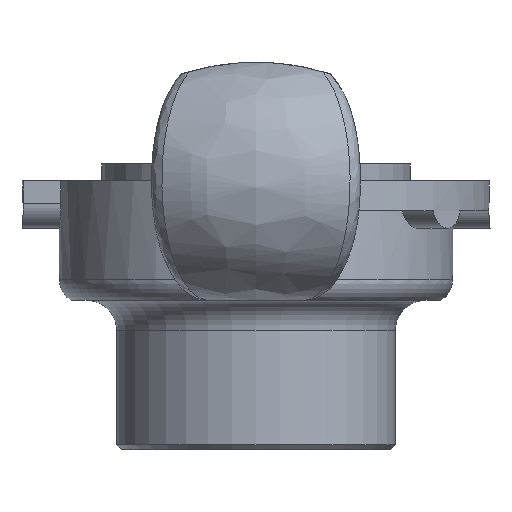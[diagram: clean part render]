
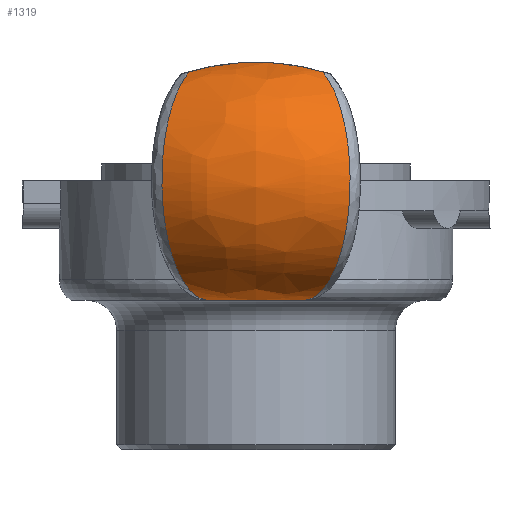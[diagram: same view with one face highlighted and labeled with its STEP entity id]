
A CAD part, left-side view. The second image highlights one B-rep face of the part: STEP entity #1319.
In plain terms, the highlighted free-form (B-spline) face has degree [2, 2] with [5, 3] control points.
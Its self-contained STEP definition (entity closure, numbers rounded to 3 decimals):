
#18=(
BOUNDED_SURFACE()
B_SPLINE_SURFACE(2,2,((#2780,#2781,#2782),(#2783,#2784,#2785),(#2786,#2787,
#2788),(#2789,#2790,#2791),(#2792,#2793,#2794)),.UNSPECIFIED.,.F.,.F.,.F.)
B_SPLINE_SURFACE_WITH_KNOTS((3,2,3),(3,3),(-1.445,0.052,
1.55),(-0.601,0.601),.UNSPECIFIED.)
GEOMETRIC_REPRESENTATION_ITEM()
RATIONAL_B_SPLINE_SURFACE(((1.,0.825,1.),(0.732,
0.604,0.732),(1.,0.825,1.),(0.732,
0.604,0.732),(1.,0.825,1.)))
REPRESENTATION_ITEM('')
SURFACE()
);
#64=B_SPLINE_CURVE_WITH_KNOTS('',3,(#2427,#2428,#2429,#2430,#2431,#2432),
 .UNSPECIFIED.,.F.,.F.,(4,2,4),(-2.393,-2.148,-1.93),
 .UNSPECIFIED.);
#74=B_SPLINE_CURVE_WITH_KNOTS('',3,(#2601,#2602,#2603,#2604,#2605,#2606,
#2607,#2608,#2609,#2610),.UNSPECIFIED.,.F.,.F.,(4,1,1,1,1,1,1,4),(-3.429,
-3.027,-2.625,-2.223,-1.821,
-1.419,-1.017,-0.811),.UNSPECIFIED.);
#77=B_SPLINE_CURVE_WITH_KNOTS('',3,(#2648,#2649,#2650,#2651),
 .UNSPECIFIED.,.F.,.F.,(4,4),(-1.928,-1.926),
 .UNSPECIFIED.);
#78=B_SPLINE_CURVE_WITH_KNOTS('',3,(#2653,#2654,#2655,#2656),
 .UNSPECIFIED.,.F.,.F.,(4,4),(-1.929,-1.928),
 .UNSPECIFIED.);
#83=B_SPLINE_CURVE_WITH_KNOTS('',3,(#2760,#2761,#2762,#2763,#2764,#2765,
#2766,#2767,#2768,#2769),.UNSPECIFIED.,.F.,.F.,(4,1,1,1,1,1,1,4),(-3.125,
-2.919,-2.517,-2.115,-1.713,
-1.11,-0.909,-0.507),.UNSPECIFIED.);
#85=B_SPLINE_CURVE_WITH_KNOTS('',3,(#2795,#2796,#2797,#2798,#2799,#2800,
#2801,#2802),.UNSPECIFIED.,.F.,.F.,(4,2,2,4),(-1.93,-1.877,
-1.593,-1.467),.UNSPECIFIED.);
#86=B_SPLINE_CURVE_WITH_KNOTS('',3,(#2803,#2804,#2805,#2806,#2807,#2808,
#2809,#2810,#2811,#2812,#2813,#2814),.UNSPECIFIED.,.F.,.F.,(4,2,2,2,2,4),
(-0.659,-0.559,-0.384,-0.209,
-0.094,-0.002),.UNSPECIFIED.);
#87=B_SPLINE_CURVE_WITH_KNOTS('',3,(#2815,#2816,#2817,#2818,#2819,#2820,
#2821,#2822,#2823,#2824,#2825,#2826),.UNSPECIFIED.,.F.,.F.,(4,2,2,2,2,4),
(0.002,0.094,0.209,0.384,
0.559,0.659),.UNSPECIFIED.);
#179=FACE_OUTER_BOUND('',#258,.T.);
#258=EDGE_LOOP('',(#998,#999,#1000,#1001,#1002,#1003,#1004,#1005));
#515=VERTEX_POINT('',#2065);
#547=VERTEX_POINT('',#2426);
#562=VERTEX_POINT('',#2600);
#567=VERTEX_POINT('',#2638);
#568=VERTEX_POINT('',#2647);
#569=VERTEX_POINT('',#2652);
#573=VERTEX_POINT('',#2744);
#574=VERTEX_POINT('',#2759);
#698=EDGE_CURVE('',#547,#515,#64,.T.);
#717=EDGE_CURVE('',#547,#562,#74,.T.);
#725=EDGE_CURVE('',#568,#567,#77,.T.);
#726=EDGE_CURVE('',#569,#568,#78,.T.);
#733=EDGE_CURVE('',#573,#574,#83,.T.);
#735=EDGE_CURVE('',#515,#574,#85,.T.);
#736=EDGE_CURVE('',#573,#569,#86,.T.);
#737=EDGE_CURVE('',#567,#562,#87,.T.);
#998=ORIENTED_EDGE('',*,*,#717,.F.);
#999=ORIENTED_EDGE('',*,*,#698,.T.);
#1000=ORIENTED_EDGE('',*,*,#735,.T.);
#1001=ORIENTED_EDGE('',*,*,#733,.F.);
#1002=ORIENTED_EDGE('',*,*,#736,.T.);
#1003=ORIENTED_EDGE('',*,*,#726,.T.);
#1004=ORIENTED_EDGE('',*,*,#725,.T.);
#1005=ORIENTED_EDGE('',*,*,#737,.T.);
#1319=ADVANCED_FACE('',(#179),#18,.F.);
#2065=CARTESIAN_POINT('',(-19.75,0.,-11.997));
#2426=CARTESIAN_POINT('',(-19.058,5.184,-11.943));
#2427=CARTESIAN_POINT('Ctrl Pts',(-19.058,5.184,-11.943));
#2428=CARTESIAN_POINT('Ctrl Pts',(-19.3,4.291,-11.973));
#2429=CARTESIAN_POINT('Ctrl Pts',(-19.48,3.382,-11.985));
#2430=CARTESIAN_POINT('Ctrl Pts',(-19.698,1.646,-11.996));
#2431=CARTESIAN_POINT('Ctrl Pts',(-19.75,0.824,-11.997));
#2432=CARTESIAN_POINT('Ctrl Pts',(-19.75,0.,-11.997));
#2600=CARTESIAN_POINT('',(-22.557,6.697,10.942));
#2601=CARTESIAN_POINT('Ctrl Pts',(-19.058,5.184,-11.943));
#2602=CARTESIAN_POINT('Ctrl Pts',(-20.521,5.831,-11.79));
#2603=CARTESIAN_POINT('Ctrl Pts',(-23.421,7.069,-10.847));
#2604=CARTESIAN_POINT('Ctrl Pts',(-26.932,8.537,-7.692));
#2605=CARTESIAN_POINT('Ctrl Pts',(-29.023,9.404,-3.288));
#2606=CARTESIAN_POINT('Ctrl Pts',(-29.331,9.532,1.665));
#2607=CARTESIAN_POINT('Ctrl Pts',(-27.809,8.901,6.333));
#2608=CARTESIAN_POINT('Ctrl Pts',(-25.217,7.822,9.383));
#2609=CARTESIAN_POINT('Ctrl Pts',(-23.251,6.992,10.604));
#2610=CARTESIAN_POINT('Ctrl Pts',(-22.557,6.697,10.94));
#2638=CARTESIAN_POINT('',(-21.,0.016,11.906));
#2647=CARTESIAN_POINT('',(-21.,0.,11.906));
#2648=CARTESIAN_POINT('Ctrl Pts',(-21.,0.,11.906));
#2649=CARTESIAN_POINT('Ctrl Pts',(-21.,0.005,11.906));
#2650=CARTESIAN_POINT('Ctrl Pts',(-21.,0.011,
11.906));
#2651=CARTESIAN_POINT('Ctrl Pts',(-21.,0.016,
11.906));
#2652=CARTESIAN_POINT('',(-21.,-0.016,11.906));
#2653=CARTESIAN_POINT('Ctrl Pts',(-21.,-0.016,
11.906));
#2654=CARTESIAN_POINT('Ctrl Pts',(-21.,-0.011,
11.906));
#2655=CARTESIAN_POINT('Ctrl Pts',(-21.,-0.005,11.906));
#2656=CARTESIAN_POINT('Ctrl Pts',(-21.,0.,11.906));
#2744=CARTESIAN_POINT('',(-22.557,-6.697,10.942));
#2759=CARTESIAN_POINT('',(-19.058,-5.184,-11.943));
#2760=CARTESIAN_POINT('Ctrl Pts',(-22.556,-6.697,10.94));
#2761=CARTESIAN_POINT('Ctrl Pts',(-23.251,-6.992,10.604));
#2762=CARTESIAN_POINT('Ctrl Pts',(-25.217,-7.822,9.383));
#2763=CARTESIAN_POINT('Ctrl Pts',(-27.811,-8.902,6.333));
#2764=CARTESIAN_POINT('Ctrl Pts',(-29.329,-9.531,1.665));
#2765=CARTESIAN_POINT('Ctrl Pts',(-28.982,-9.387,-4.112));
#2766=CARTESIAN_POINT('Ctrl Pts',(-26.421,-8.326,-8.373));
#2767=CARTESIAN_POINT('Ctrl Pts',(-22.692,-6.758,-11.08));
#2768=CARTESIAN_POINT('Ctrl Pts',(-20.521,-5.831,-11.79));
#2769=CARTESIAN_POINT('Ctrl Pts',(-19.058,-5.184,-11.943));
#2780=CARTESIAN_POINT('Ctrl Pts',(-19.334,-5.373,11.906));
#2781=CARTESIAN_POINT('Ctrl Pts',(-23.02,0.,11.906));
#2782=CARTESIAN_POINT('Ctrl Pts',(-19.334,5.373,11.906));
#2783=CARTESIAN_POINT('Ctrl Pts',(-28.46,-11.633,10.512));
#2784=CARTESIAN_POINT('Ctrl Pts',(-36.439,0.,10.512));
#2785=CARTESIAN_POINT('Ctrl Pts',(-28.46,11.633,10.512));
#2786=CARTESIAN_POINT('Ctrl Pts',(-27.98,-11.303,-0.627));
#2787=CARTESIAN_POINT('Ctrl Pts',(-35.733,0.,-0.627));
#2788=CARTESIAN_POINT('Ctrl Pts',(-27.98,11.303,-0.627));
#2789=CARTESIAN_POINT('Ctrl Pts',(-27.499,-10.974,-11.765));
#2790=CARTESIAN_POINT('Ctrl Pts',(-35.026,0.,-11.765));
#2791=CARTESIAN_POINT('Ctrl Pts',(-27.499,10.974,-11.765));
#2792=CARTESIAN_POINT('Ctrl Pts',(-18.303,-4.666,-11.997));
#2793=CARTESIAN_POINT('Ctrl Pts',(-21.504,0.,-11.997));
#2794=CARTESIAN_POINT('Ctrl Pts',(-18.303,4.666,-11.997));
#2795=CARTESIAN_POINT('Ctrl Pts',(-19.75,0.,-11.997));
#2796=CARTESIAN_POINT('Ctrl Pts',(-19.75,-0.201,-11.997));
#2797=CARTESIAN_POINT('Ctrl Pts',(-19.747,-0.402,
-11.997));
#2798=CARTESIAN_POINT('Ctrl Pts',(-19.708,-1.675,-11.996));
#2799=CARTESIAN_POINT('Ctrl Pts',(-19.588,-2.742,-11.994));
#2800=CARTESIAN_POINT('Ctrl Pts',(-19.291,-4.261,-11.969));
#2801=CARTESIAN_POINT('Ctrl Pts',(-19.182,-4.725,-11.959));
#2802=CARTESIAN_POINT('Ctrl Pts',(-19.058,-5.184,-11.943));
#2803=CARTESIAN_POINT('Ctrl Pts',(-22.557,-6.697,10.942));
#2804=CARTESIAN_POINT('Ctrl Pts',(-22.51,-6.363,11.038));
#2805=CARTESIAN_POINT('Ctrl Pts',(-22.453,-6.034,11.126));
#2806=CARTESIAN_POINT('Ctrl Pts',(-22.276,-5.158,11.342));
#2807=CARTESIAN_POINT('Ctrl Pts',(-22.123,-4.55,11.471));
#2808=CARTESIAN_POINT('Ctrl Pts',(-21.77,-3.337,11.678));
#2809=CARTESIAN_POINT('Ctrl Pts',(-21.571,-2.732,11.756));
#2810=CARTESIAN_POINT('Ctrl Pts',(-21.293,-1.81,11.841));
#2811=CARTESIAN_POINT('Ctrl Pts',(-21.17,-1.367,11.871));
#2812=CARTESIAN_POINT('Ctrl Pts',(-21.042,-0.69,
11.898));
#2813=CARTESIAN_POINT('Ctrl Pts',(-21.001,-0.325,
11.906));
#2814=CARTESIAN_POINT('Ctrl Pts',(-21.,-0.016,
11.906));
#2815=CARTESIAN_POINT('Ctrl Pts',(-21.,0.016,
11.906));
#2816=CARTESIAN_POINT('Ctrl Pts',(-21.001,0.325,11.906));
#2817=CARTESIAN_POINT('Ctrl Pts',(-21.042,0.69,11.898));
#2818=CARTESIAN_POINT('Ctrl Pts',(-21.17,1.367,11.871));
#2819=CARTESIAN_POINT('Ctrl Pts',(-21.293,1.81,11.841));
#2820=CARTESIAN_POINT('Ctrl Pts',(-21.571,2.732,11.756));
#2821=CARTESIAN_POINT('Ctrl Pts',(-21.77,3.337,11.678));
#2822=CARTESIAN_POINT('Ctrl Pts',(-22.123,4.55,11.471));
#2823=CARTESIAN_POINT('Ctrl Pts',(-22.276,5.158,11.342));
#2824=CARTESIAN_POINT('Ctrl Pts',(-22.453,6.034,11.126));
#2825=CARTESIAN_POINT('Ctrl Pts',(-22.51,6.363,11.038));
#2826=CARTESIAN_POINT('Ctrl Pts',(-22.557,6.697,10.942));
